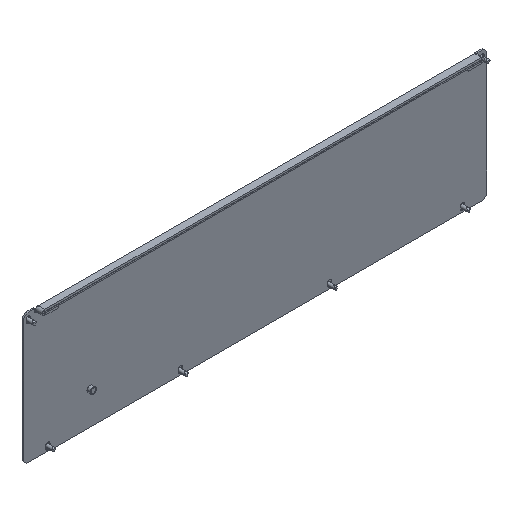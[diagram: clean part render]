
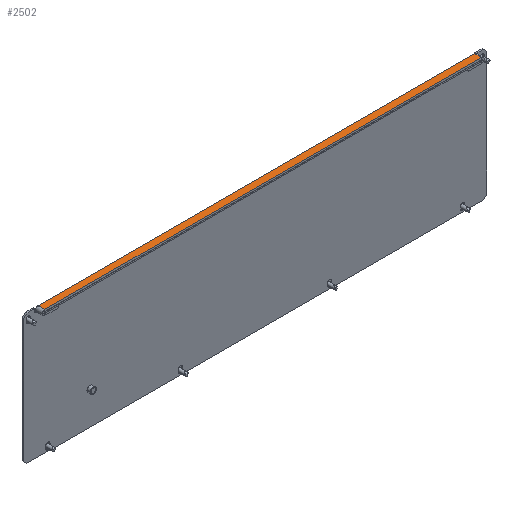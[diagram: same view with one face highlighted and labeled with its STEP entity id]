
A CAD part, isometric view. The second image highlights one B-rep face of the part: STEP entity #2502.
In plain terms, the highlighted face is planar.
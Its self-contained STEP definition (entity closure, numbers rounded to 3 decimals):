
#131 = VECTOR ( 'NONE', #3518, 1000. ) ;
#160 = DIRECTION ( 'NONE',  ( 1., 0., 0. ) ) ;
#275 = VERTEX_POINT ( 'NONE', #2496 ) ;
#389 = VERTEX_POINT ( 'NONE', #3368 ) ;
#392 = CARTESIAN_POINT ( 'NONE',  ( -5., -3., -329. ) ) ;
#706 = CARTESIAN_POINT ( 'NONE',  ( 5., -3., -329. ) ) ;
#943 = ORIENTED_EDGE ( 'NONE', *, *, #1034, .F. ) ;
#1034 = EDGE_CURVE ( 'NONE', #275, #389, #4239, .T. ) ;
#1150 = ORIENTED_EDGE ( 'NONE', *, *, #1436, .F. ) ;
#1436 = EDGE_CURVE ( 'NONE', #389, #4171, #1807, .T. ) ;
#1458 = VECTOR ( 'NONE', #3931, 1000. ) ;
#1807 = LINE ( 'NONE', #2495, #4179 ) ;
#2306 = CARTESIAN_POINT ( 'NONE',  ( -5., -3., -329. ) ) ;
#2312 = EDGE_CURVE ( 'NONE', #4974, #4171, #2998, .T. ) ;
#2343 = ORIENTED_EDGE ( 'NONE', *, *, #5124, .T. ) ;
#2495 = CARTESIAN_POINT ( 'NONE',  ( -5., -3., 329. ) ) ;
#2496 = CARTESIAN_POINT ( 'NONE',  ( -5., -3., -329. ) ) ;
#2502 = ADVANCED_FACE ( 'NONE', ( #3439 ), #4047, .T. ) ;
#2673 = DIRECTION ( 'NONE',  ( 0., 0., 1. ) ) ;
#2805 = VECTOR ( 'NONE', #2673, 1000. ) ;
#2969 = EDGE_LOOP ( 'NONE', ( #1150, #943, #2343, #4294 ) ) ;
#2998 = LINE ( 'NONE', #3492, #2805 ) ;
#3035 = LINE ( 'NONE', #392, #1458 ) ;
#3368 = CARTESIAN_POINT ( 'NONE',  ( -5., -3., 329. ) ) ;
#3439 = FACE_OUTER_BOUND ( 'NONE', #2969, .T. ) ;
#3492 = CARTESIAN_POINT ( 'NONE',  ( 5., -3., -329. ) ) ;
#3518 = DIRECTION ( 'NONE',  ( 0., 0., 1. ) ) ;
#3670 = CARTESIAN_POINT ( 'NONE',  ( -5., -3., -329. ) ) ;
#3705 = DIRECTION ( 'NONE',  ( 0., -1., 0. ) ) ;
#3931 = DIRECTION ( 'NONE',  ( 1., 0., 0. ) ) ;
#4047 = PLANE ( 'NONE',  #4426 ) ;
#4171 = VERTEX_POINT ( 'NONE', #4542 ) ;
#4179 = VECTOR ( 'NONE', #160, 1000. ) ;
#4239 = LINE ( 'NONE', #2306, #131 ) ;
#4294 = ORIENTED_EDGE ( 'NONE', *, *, #2312, .T. ) ;
#4417 = DIRECTION ( 'NONE',  ( 1., 0., 0. ) ) ;
#4426 = AXIS2_PLACEMENT_3D ( 'NONE', #3670, #3705, #4417 ) ;
#4542 = CARTESIAN_POINT ( 'NONE',  ( 5., -3., 329. ) ) ;
#4974 = VERTEX_POINT ( 'NONE', #706 ) ;
#5124 = EDGE_CURVE ( 'NONE', #275, #4974, #3035, .T. ) ;
